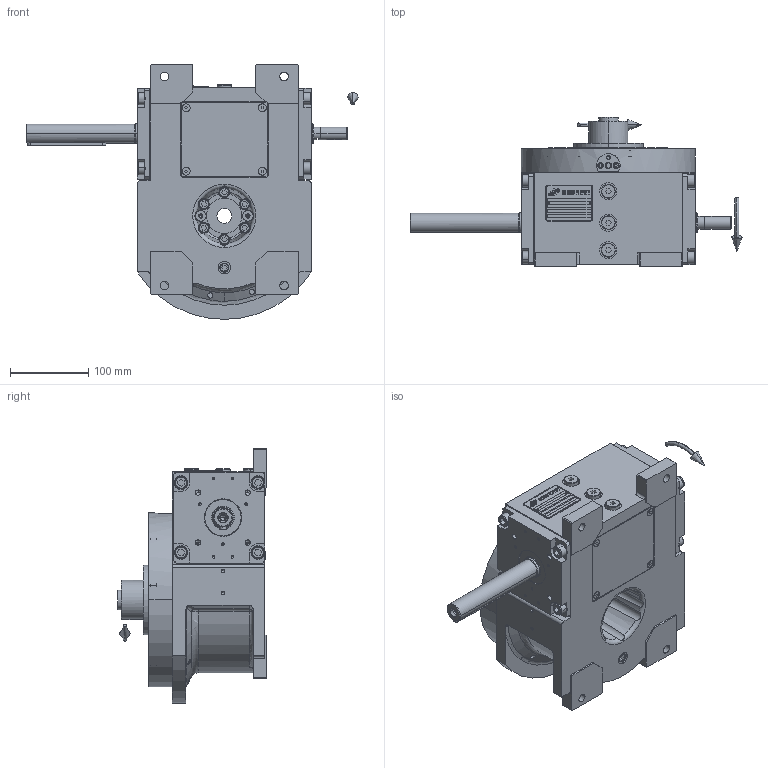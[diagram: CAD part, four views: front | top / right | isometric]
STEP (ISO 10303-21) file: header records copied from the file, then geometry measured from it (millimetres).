
FILE_DESCRIPTION (( 'STEP AP203' ), '1' );
FILE_NAME ('PC5201598.step', '2025-10-22T09:58:24', ( '' ), ( '' ), 'SwSTEP 2.0', 'SolidWorks 2020', '' );
FILE_SCHEMA (( 'CONFIG_CONTROL_DESIGN' ));
Length unit declared in the file: millimetre
Products named in the file (81): cfn2128_04_004; cfn2000_01_103; cfn2151_01_290; cfn2476_01_002_60x46; cfn2000_01_124; cfn2000_01_126; cfn2205_01_013; cfn2000_01_161; rig06_004; cfn2107_01_001; CFN2223_01-570X6-B.stp; freccia_angolare_albero; CFN2000_01_185.stp; cfn2151_01_109; cfn2151_01_090; cfn2155_01_056; CFN2010_02_002.stp; rig06_005_n_01; rig06_003_8; RIG06_021_AF0.stp; cfn2276_01_074; PC5201598; AS_900_38_30_003; rig06_071_08_m_asm.stp; rig06_016; olio_agip_blasia_150; AS_rig06_002_bl_010; cfn2003_01_054; cfn2115_02_165; AS_cfn2476_01_002_60x46; AS_rig06_004; rig06_001_a_s_027; cfn2115_02_161; freccia_angolare; cfn2070_05_005; RIG06_005_ASM.stp; CFN2010_01_012.stp; CFN2203_02_001.stp; cfn2104_01_004; CFN2356_03_047.stp ...
Assembly tree (73 placements, depth 5):
  cfn2151_01_290
  cfn2205_01_013
  CFN2223_01-570X6-B.stp
  cfn2151_01_109
  cfn2151_01_090
Bounding box: 423.5 x 190 x 325 mm (x, y, z)
Volume: 2438605.1 mm3; surface area: 772229.2 mm2
Topology: 64 solids, 64 shells, 2056 faces, 5089 edges, 3249 vertices
Faces by surface type: plane 1026, cylinder 663, cone 337, torus 18, bspline 6, sphere 6
Entity records: 70340 total; most frequent: CARTESIAN_POINT 15358, DIRECTION 9822, ORIENTED_EDGE 9414, EDGE_CURVE 4707, AXIS2_PLACEMENT_3D 3400, VERTEX_POINT 3068, VECTOR 3022, LINE 3022
